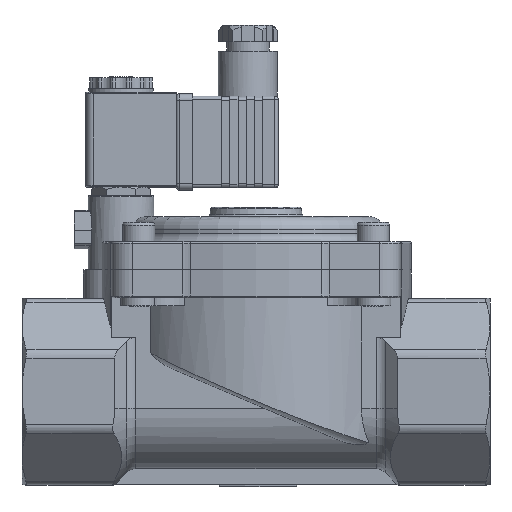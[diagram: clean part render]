
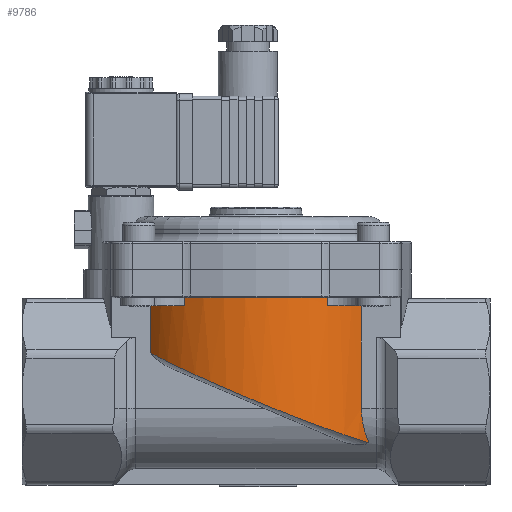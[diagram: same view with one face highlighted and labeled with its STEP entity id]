
A CAD part, top view. The second image highlights one B-rep face of the part: STEP entity #9786.
In plain terms, the highlighted cylindrical face has radius 41.461 mm (diameter 82.922 mm), a partial arc.
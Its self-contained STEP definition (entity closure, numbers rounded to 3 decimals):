
#1612=CARTESIAN_POINT('',(32.8,26.7,24.15));
#1613=VERTEX_POINT('',#1612);
#1620=CARTESIAN_POINT('',(32.8,-5.23,24.15));
#1621=VERTEX_POINT('',#1620);
#1622=CARTESIAN_POINT('',(32.8,26.7,24.15));
#1623=DIRECTION('',(0.0,-1.0,0.0));
#1624=VECTOR('',#1623,31.93);
#1625=LINE('',#1622,#1624);
#1626=EDGE_CURVE('',#1621,#1613,#1625,.F.);
#4213=CARTESIAN_POINT('',(35.117,-15.961,20.829));
#4214=VERTEX_POINT('',#4213);
#4215=CARTESIAN_POINT('',(32.8,-5.23,24.15));
#4216=CARTESIAN_POINT('',(32.8,-6.455,24.15));
#4217=CARTESIAN_POINT('',(32.894,-7.705,24.03));
#4218=CARTESIAN_POINT('',(33.264,-10.166,23.54));
#4219=CARTESIAN_POINT('',(33.539,-11.376,23.172));
#4220=CARTESIAN_POINT('',(34.214,-13.678,22.214));
#4221=CARTESIAN_POINT('',(34.615,-14.772,21.625));
#4222=CARTESIAN_POINT('',(35.066,-15.841,20.911));
#4223=CARTESIAN_POINT('',(35.092,-15.901,20.87));
#4224=CARTESIAN_POINT('',(35.117,-15.961,20.829));
#4225=B_SPLINE_CURVE_WITH_KNOTS('',3,(#4215,#4216,#4217,#4218,#4219,#4220,#4221,#4222,#4223,#4224),.UNSPECIFIED.,.F.,.U.,(4,2,2,2,4),(-5.871,-5.503,-5.136,-4.769,-4.747),.UNSPECIFIED.);
#4226=EDGE_CURVE('',#1621,#4214,#4225,.T.);
#5225=CARTESIAN_POINT('',(-22.295,26.7,33.746));
#5226=VERTEX_POINT('',#5225);
#5234=CARTESIAN_POINT('',(-22.295,29.2,33.746));
#5235=VERTEX_POINT('',#5234);
#5236=CARTESIAN_POINT('',(-22.295,26.7,33.746));
#5237=DIRECTION('',(0.0,1.0,0.0));
#5238=VECTOR('',#5237,2.5);
#5239=LINE('',#5236,#5238);
#5240=EDGE_CURVE('',#5226,#5235,#5239,.T.);
#5260=CARTESIAN_POINT('',(22.295,29.2,33.746));
#5261=VERTEX_POINT('',#5260);
#5269=CARTESIAN_POINT('',(22.295,26.7,33.746));
#5270=VERTEX_POINT('',#5269);
#5271=CARTESIAN_POINT('',(22.295,26.7,33.746));
#5272=DIRECTION('',(0.0,1.0,0.0));
#5273=VECTOR('',#5272,2.5);
#5274=LINE('',#5271,#5273);
#5275=EDGE_CURVE('',#5261,#5270,#5274,.F.);
#9465=CARTESIAN_POINT('',(-32.8,12.031,24.15));
#9466=VERTEX_POINT('',#9465);
#9467=CARTESIAN_POINT('',(35.117,-15.961,20.829));
#9468=CARTESIAN_POINT('',(34.897,-15.892,21.181));
#9469=CARTESIAN_POINT('',(34.671,-15.821,21.529));
#9470=CARTESIAN_POINT('',(32.22,-15.045,25.185));
#9471=CARTESIAN_POINT('',(29.57,-14.178,28.108));
#9472=CARTESIAN_POINT('',(23.682,-12.154,33.033));
#9473=CARTESIAN_POINT('',(20.471,-11.007,35.036));
#9474=CARTESIAN_POINT('',(17.072,-9.74,36.572));
#9475=CARTESIAN_POINT('',(11.956,-7.834,38.884));
#9476=CARTESIAN_POINT('',(6.521,-5.695,40.091));
#9477=CARTESIAN_POINT('',(-4.763,-1.057,40.391));
#9478=CARTESIAN_POINT('',(-10.554,1.428,39.3));
#9479=CARTESIAN_POINT('',(-21.264,6.242,34.853));
#9480=CARTESIAN_POINT('',(-26.117,8.547,31.516));
#9481=CARTESIAN_POINT('',(-31.084,11.112,26.262));
#9482=CARTESIAN_POINT('',(-31.973,11.583,25.22));
#9483=CARTESIAN_POINT('',(-32.8,12.031,24.15));
#9484=B_SPLINE_CURVE_WITH_KNOTS('',3,(#9467,#9468,#9469,#9470,#9471,#9472,#9473,#9474,#9475,#9476,#9477,#9478,#9479,#9480,#9481,#9482,#9483),.UNSPECIFIED.,.F.,.U.,(4,2,2,3,2,2,2,4),(24.035,24.16,25.361,26.543,28.321,30.246,32.177,32.634),.UNSPECIFIED.);
#9485=EDGE_CURVE('',#4214,#9466,#9484,.T.);
#9730=CARTESIAN_POINT('',(0.0,29.2,-1.211));
#9731=DIRECTION('',(0.0,-1.0,0.0));
#9732=DIRECTION('',(0.0,0.0,-1.0));
#9733=AXIS2_PLACEMENT_3D('',#9730,#9731,#9732);
#9734=CIRCLE('',#9733,41.461);
#9735=EDGE_CURVE('',#5261,#5235,#9734,.T.);
#9751=CARTESIAN_POINT('',(0.0,-35.8,-1.211));
#9752=DIRECTION('',(0.0,1.0,0.0));
#9753=DIRECTION('',(0.0,0.0,-1.0));
#9754=AXIS2_PLACEMENT_3D('',#9751,#9752,#9753);
#9755=CYLINDRICAL_SURFACE('',#9754,41.461);
#9756=ORIENTED_EDGE('',*,*,#5275,.F.);
#9757=ORIENTED_EDGE('',*,*,#9735,.T.);
#9758=ORIENTED_EDGE('',*,*,#5240,.F.);
#9759=CARTESIAN_POINT('',(-32.8,26.7,24.15));
#9760=VERTEX_POINT('',#9759);
#9761=CARTESIAN_POINT('',(0.0,26.7,-1.211));
#9762=DIRECTION('',(0.0,1.0,0.0));
#9763=DIRECTION('',(0.0,0.0,1.0));
#9764=AXIS2_PLACEMENT_3D('',#9761,#9762,#9763);
#9765=CIRCLE('',#9764,41.461);
#9766=EDGE_CURVE('',#9760,#5226,#9765,.T.);
#9767=ORIENTED_EDGE('',*,*,#9766,.F.);
#9768=CARTESIAN_POINT('',(-32.8,26.7,24.15));
#9769=DIRECTION('',(0.0,-1.0,0.0));
#9770=VECTOR('',#9769,14.669);
#9771=LINE('',#9768,#9770);
#9772=EDGE_CURVE('',#9760,#9466,#9771,.T.);
#9773=ORIENTED_EDGE('',*,*,#9772,.T.);
#9774=ORIENTED_EDGE('',*,*,#9485,.F.);
#9775=ORIENTED_EDGE('',*,*,#4226,.F.);
#9776=ORIENTED_EDGE('',*,*,#1626,.T.);
#9777=CARTESIAN_POINT('',(0.0,26.7,-1.211));
#9778=DIRECTION('',(0.0,1.0,0.0));
#9779=DIRECTION('',(0.0,0.0,1.0));
#9780=AXIS2_PLACEMENT_3D('',#9777,#9778,#9779);
#9781=CIRCLE('',#9780,41.461);
#9782=EDGE_CURVE('',#5270,#1613,#9781,.T.);
#9783=ORIENTED_EDGE('',*,*,#9782,.F.);
#9784=EDGE_LOOP('',(#9756,#9757,#9758,#9767,#9773,#9774,#9775,#9776,#9783));
#9785=FACE_OUTER_BOUND('',#9784,.T.);
#9786=ADVANCED_FACE('',(#9785),#9755,.T.);
